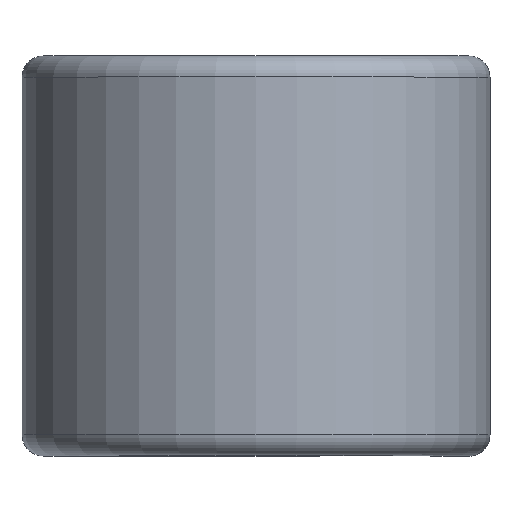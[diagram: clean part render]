
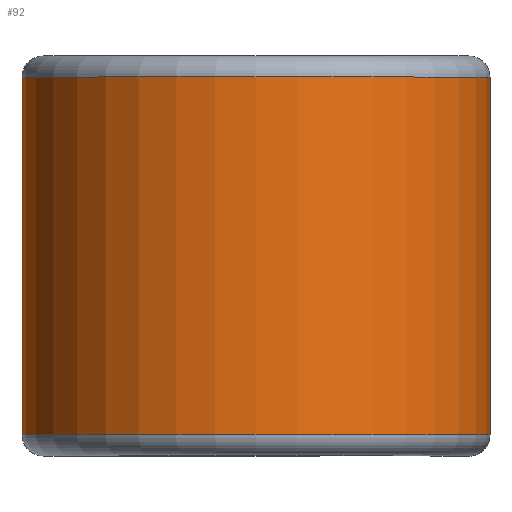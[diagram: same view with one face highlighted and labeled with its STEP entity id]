
A CAD part, top view. The second image highlights one B-rep face of the part: STEP entity #92.
In plain terms, the highlighted cylindrical face has radius 8.357 mm (diameter 16.713 mm), a partial arc.
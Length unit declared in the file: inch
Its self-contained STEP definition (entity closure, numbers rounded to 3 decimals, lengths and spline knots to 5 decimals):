
#24 = CIRCLE ( 'NONE', #466, 0.329 ) ;
#73 = EDGE_CURVE ( 'NONE', #698, #795, #148, .T. ) ;
#92 = ADVANCED_FACE ( 'NONE', ( #108 ), #1334, .T. ) ;
#108 = FACE_OUTER_BOUND ( 'NONE', #1020, .T. ) ;
#148 = LINE ( 'NONE', #981, #576 ) ;
#321 = ORIENTED_EDGE ( 'NONE', *, *, #73, .F. ) ;
#466 = AXIS2_PLACEMENT_3D ( 'NONE', #2261, #1117, #2446 ) ;
#574 = DIRECTION ( 'NONE',  ( 0., 0., -1. ) ) ;
#576 = VECTOR ( 'NONE', #1009, 39.37008 ) ;
#698 = VERTEX_POINT ( 'NONE', #1675 ) ;
#768 = DIRECTION ( 'NONE',  ( 0., -1., 0. ) ) ;
#785 = CARTESIAN_POINT ( 'NONE',  ( 0., 0.25, 0. ) ) ;
#795 = VERTEX_POINT ( 'NONE', #878 ) ;
#819 = ORIENTED_EDGE ( 'NONE', *, *, #1795, .F. ) ;
#824 = CARTESIAN_POINT ( 'NONE',  ( 0.329, -0.25125, 0. ) ) ;
#878 = CARTESIAN_POINT ( 'NONE',  ( 0., 0.25125, -0.329 ) ) ;
#906 = LINE ( 'NONE', #2218, #1049 ) ;
#961 = DIRECTION ( 'NONE',  ( 0., -1., 0. ) ) ;
#981 = CARTESIAN_POINT ( 'NONE',  ( 0., 0.25125, -0.329 ) ) ;
#1009 = DIRECTION ( 'NONE',  ( 0., 1., 0. ) ) ;
#1020 = EDGE_LOOP ( 'NONE', ( #1495, #1990, #321, #819 ) ) ;
#1049 = VECTOR ( 'NONE', #2394, 39.37008 ) ;
#1117 = DIRECTION ( 'NONE',  ( 0., -1., 0. ) ) ;
#1154 = CARTESIAN_POINT ( 'NONE',  ( 0.329, 0.25125, 0. ) ) ;
#1165 = CIRCLE ( 'NONE', #2045, 0.329 ) ;
#1334 = CYLINDRICAL_SURFACE ( 'NONE', #1845, 0.329 ) ;
#1477 = VERTEX_POINT ( 'NONE', #1154 ) ;
#1490 = EDGE_CURVE ( 'NONE', #1477, #795, #1165, .T. ) ;
#1495 = ORIENTED_EDGE ( 'NONE', *, *, #1693, .T. ) ;
#1658 = VERTEX_POINT ( 'NONE', #824 ) ;
#1675 = CARTESIAN_POINT ( 'NONE',  ( 0., -0.25125, -0.329 ) ) ;
#1693 = EDGE_CURVE ( 'NONE', #1658, #1477, #906, .T. ) ;
#1795 = EDGE_CURVE ( 'NONE', #1658, #698, #24, .T. ) ;
#1845 = AXIS2_PLACEMENT_3D ( 'NONE', #785, #768, #574 ) ;
#1990 = ORIENTED_EDGE ( 'NONE', *, *, #1490, .T. ) ;
#2045 = AXIS2_PLACEMENT_3D ( 'NONE', #2118, #961, #2321 ) ;
#2118 = CARTESIAN_POINT ( 'NONE',  ( 0., 0.25125, 0. ) ) ;
#2218 = CARTESIAN_POINT ( 'NONE',  ( 0.329, 0.25125, 0. ) ) ;
#2261 = CARTESIAN_POINT ( 'NONE',  ( 0., -0.25125, 0. ) ) ;
#2321 = DIRECTION ( 'NONE',  ( 0., 0., -1. ) ) ;
#2394 = DIRECTION ( 'NONE',  ( 0., 1., 0. ) ) ;
#2446 = DIRECTION ( 'NONE',  ( 0., 0., -1. ) ) ;
